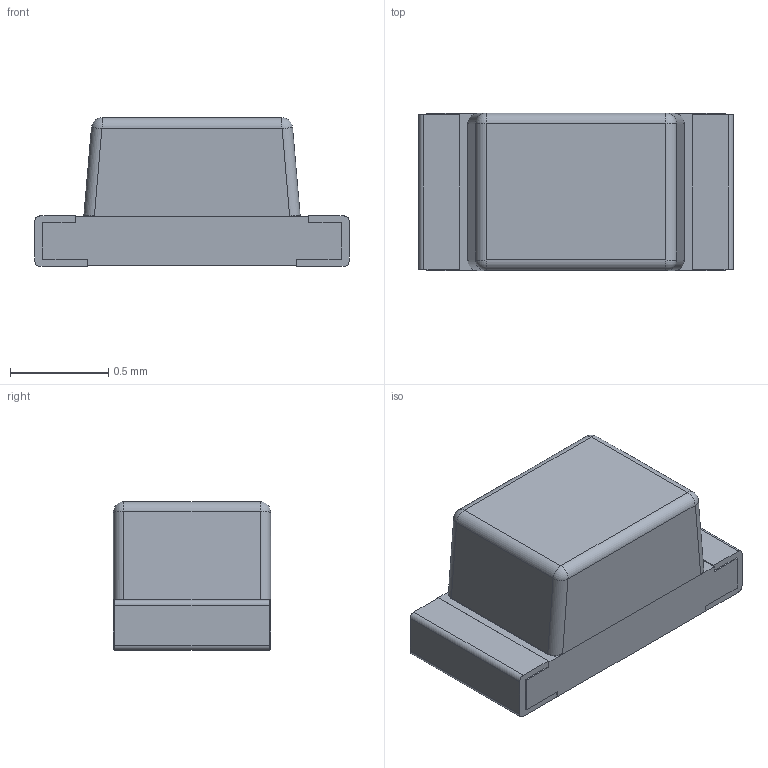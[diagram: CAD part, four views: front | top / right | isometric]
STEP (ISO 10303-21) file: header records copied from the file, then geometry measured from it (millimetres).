
FILE_DESCRIPTION(/* description */ ('Unknown'),/* implementation_level */ '2;1');
FILE_NAME(/* name */ 'APT1608SGC',/* time_stamp */ '2023-01-06T09:23:25+02:00',/* author */ ('Unknown'),/* organization */ ('Unknown'),/* preprocessor_version */ 'ST-DEVELOPER v18.102',/* originating_system */ 'Solid Edge',/* authorisation */ 'Unknown');
FILE_SCHEMA (('AUTOMOTIVE_DESIGN {1 0 10303 214 3 1 1}'));
Length unit declared in the file: millimetre
Products named in the file (1): APT1608SGC
Bounding box: 1.6 x 0.8 x 0.76 mm (x, y, z)
Volume: 0.7 mm3; surface area: 5.4 mm2
Topology: 1 solids, 1 shells, 66 faces, 168 edges, 104 vertices
Faces by surface type: plane 46, cylinder 12, torus 4, bspline 4
Entity records: 2520 total; most frequent: CARTESIAN_POINT 409, ORIENTED_EDGE 336, DIRECTION 312, EDGE_CURVE 168, LINE 122, VECTOR 122, VERTEX_POINT 104, AXIS2_PLACEMENT_3D 95
